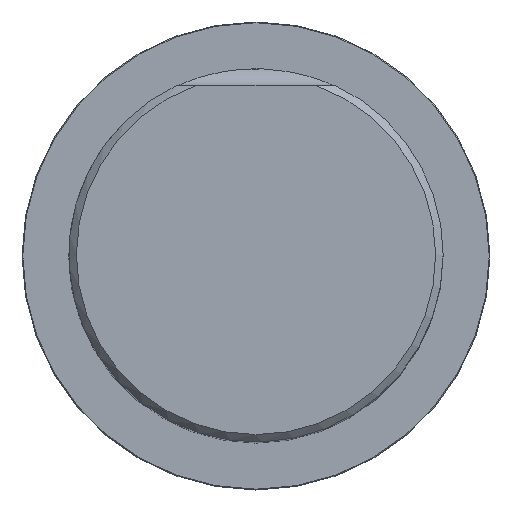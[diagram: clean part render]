
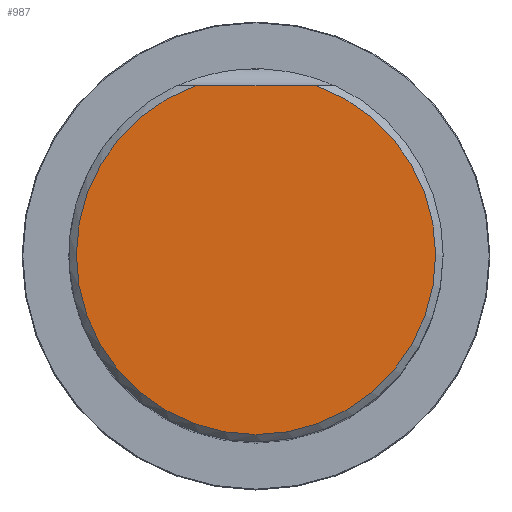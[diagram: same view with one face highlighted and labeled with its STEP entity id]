
A CAD part, top view. The second image highlights one B-rep face of the part: STEP entity #987.
In plain terms, the highlighted planar face has unit normal (0, 0, 1).
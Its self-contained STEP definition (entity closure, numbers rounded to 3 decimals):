
#203=PLANE('',#5053);
#434=LINE('',#7313,#688);
#688=VECTOR('',#5674,1.);
#987=ADVANCED_FACE('CU_SU_1',(#1322),#203,.T.);
#1322=FACE_OUTER_BOUND('',#1564,.T.);
#1564=EDGE_LOOP('',(#2285,#2286));
#1993=CIRCLE('',#5052,23.996);
#2285=ORIENTED_EDGE('',*,*,#4084,.F.);
#2286=ORIENTED_EDGE('',*,*,#4085,.F.);
#3592=VERTEX_POINT('',#7311);
#3593=VERTEX_POINT('',#7312);
#4084=EDGE_CURVE('',#3592,#3593,#1993,.T.);
#4085=EDGE_CURVE('',#3593,#3592,#434,.T.);
#5052=AXIS2_PLACEMENT_3D('',#7310,#5672,#5673);
#5053=AXIS2_PLACEMENT_3D('',#7314,#5675,#5676);
#5672=DIRECTION('',(0.,0.,-1.));
#5673=DIRECTION('',(1.,0.,0.));
#5674=DIRECTION('',(1.,0.,0.));
#5675=DIRECTION('',(0.,0.,1.));
#5676=DIRECTION('',(1.,0.,0.));
#7310=CARTESIAN_POINT('',(0.,0.,80.));
#7311=CARTESIAN_POINT('',(8.054,22.604,80.));
#7312=CARTESIAN_POINT('',(-8.054,22.604,80.));
#7313=CARTESIAN_POINT('',(-50.,22.604,80.));
#7314=CARTESIAN_POINT('',(0.,0.,80.));
